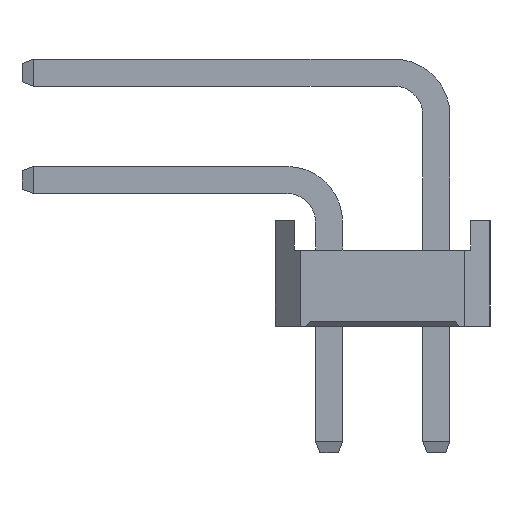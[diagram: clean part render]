
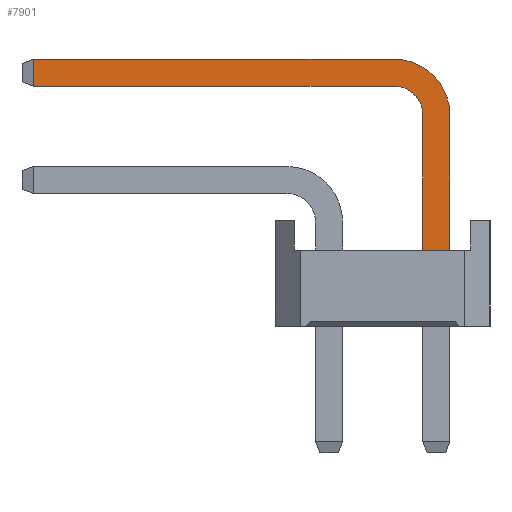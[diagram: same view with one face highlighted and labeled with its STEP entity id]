
A CAD part, left-side view. The second image highlights one B-rep face of the part: STEP entity #7901.
In plain terms, the highlighted planar face has unit normal (-1, 0, 0).
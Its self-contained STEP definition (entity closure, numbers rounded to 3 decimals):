
#7901=ADVANCED_FACE('',(#25694),#25696,.T.);
#25694=FACE_BOUND('',#25695,.T.);
#25695=EDGE_LOOP('',(#39735,#39736,#39737,#39738,#39739,#39740,#39741,#39742));
#25696=PLANE('',#25697);
#25697=AXIS2_PLACEMENT_3D('',#25698,#25699,#25700);
#25698=CARTESIAN_POINT('',(-0.32,-2.22,-3.));
#25699=DIRECTION('',(-1.,0.,0.));
#25700=DIRECTION('',(0.,-1.,0.));
#39735=ORIENTED_EDGE('',*,*,#48322,.F.);
#39736=ORIENTED_EDGE('',*,*,#48323,.F.);
#39737=ORIENTED_EDGE('',*,*,#48324,.F.);
#39738=ORIENTED_EDGE('',*,*,#48325,.F.);
#39739=ORIENTED_EDGE('',*,*,#46073,.T.);
#39740=ORIENTED_EDGE('',*,*,#48321,.T.);
#39741=ORIENTED_EDGE('',*,*,#48326,.T.);
#39742=ORIENTED_EDGE('',*,*,#48327,.T.);
#46073=EDGE_CURVE('',#52366,#52364,#52367,.T.);
#48321=EDGE_CURVE('',#52364,#55916,#55918,.T.);
#48322=EDGE_CURVE('',#55919,#55920,#55921,.T.);
#48323=EDGE_CURVE('',#55922,#55919,#55923,.T.);
#48324=EDGE_CURVE('',#55924,#55922,#55925,.T.);
#48325=EDGE_CURVE('',#52366,#55924,#55926,.T.);
#48326=EDGE_CURVE('',#55916,#55927,#55928,.T.);
#48327=EDGE_CURVE('',#55927,#55920,#55929,.T.);
#52364=VERTEX_POINT('',#62996);
#52366=VERTEX_POINT('',#63000);
#52367=LINE('',#63001,#63002);
#55916=VERTEX_POINT('',#71190);
#55918=LINE('',#71194,#71195);
#55919=VERTEX_POINT('',#71197);
#55920=VERTEX_POINT('',#71198);
#55921=LINE('',#71199,#71200);
#55922=VERTEX_POINT('',#71202);
#55923=LINE('',#71203,#71204);
#55924=VERTEX_POINT('',#71206);
#55925=CIRCLE('',#71207,0.68);
#55926=LINE('',#71211,#71212);
#55927=VERTEX_POINT('',#71214);
#55928=CIRCLE('',#71215,1.32);
#55929=LINE('',#71219,#71220);
#62996=CARTESIAN_POINT('',(-0.32,-2.86,1.8));
#63000=CARTESIAN_POINT('',(-0.32,-2.22,1.8));
#63001=CARTESIAN_POINT('',(-0.32,-2.22,1.8));
#63002=VECTOR('',#63003,1.);
#63003=DIRECTION('',(0.,-1.,0.));
#71190=CARTESIAN_POINT('',(-0.32,-2.86,5.));
#71194=CARTESIAN_POINT('',(-0.32,-2.86,1.8));
#71195=VECTOR('',#71196,1.);
#71196=DIRECTION('',(0.,0.,1.));
#71197=CARTESIAN_POINT('',(-0.32,6.995,5.68));
#71198=CARTESIAN_POINT('',(-0.32,6.995,6.32));
#71199=CARTESIAN_POINT('',(-0.32,6.995,5.68));
#71200=VECTOR('',#71201,1.);
#71201=DIRECTION('',(0.,0.,1.));
#71202=CARTESIAN_POINT('',(-0.32,-1.54,5.68));
#71203=CARTESIAN_POINT('',(-0.32,-1.54,5.68));
#71204=VECTOR('',#71205,1.);
#71205=DIRECTION('',(0.,1.,0.));
#71206=CARTESIAN_POINT('',(-0.32,-2.22,5.));
#71207=AXIS2_PLACEMENT_3D('',#71208,#71209,#71210);
#71208=CARTESIAN_POINT('',(-0.32,-1.54,5.));
#71209=DIRECTION('',(-1.,-0.,0.));
#71210=DIRECTION('',(0.,-1.,0.));
#71211=CARTESIAN_POINT('',(-0.32,-2.22,1.8));
#71212=VECTOR('',#71213,1.);
#71213=DIRECTION('',(0.,0.,1.));
#71214=CARTESIAN_POINT('',(-0.32,-1.54,6.32));
#71215=AXIS2_PLACEMENT_3D('',#71216,#71217,#71218);
#71216=CARTESIAN_POINT('',(-0.32,-1.54,5.));
#71217=DIRECTION('',(-1.,-0.,0.));
#71218=DIRECTION('',(0.,-1.,0.));
#71219=CARTESIAN_POINT('',(-0.32,-1.54,6.32));
#71220=VECTOR('',#71221,1.);
#71221=DIRECTION('',(0.,1.,0.));
